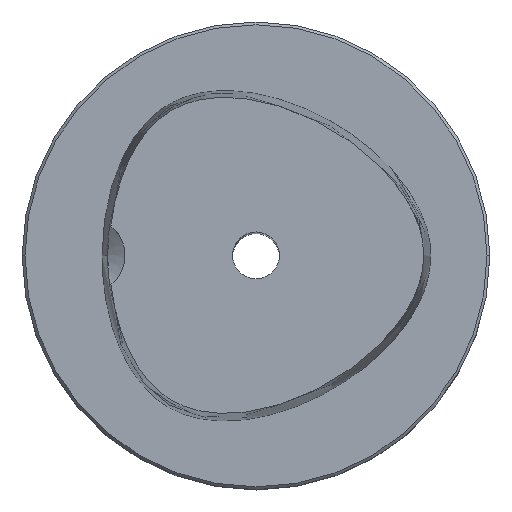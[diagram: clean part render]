
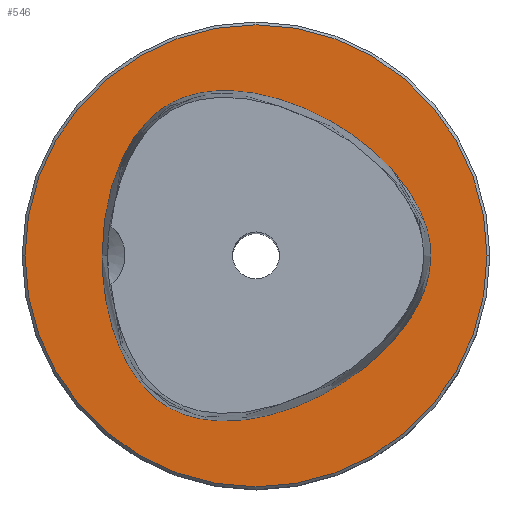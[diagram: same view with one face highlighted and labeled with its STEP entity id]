
A CAD part, top view. The second image highlights one B-rep face of the part: STEP entity #546.
In plain terms, the highlighted planar face has unit normal (0, 0, 1).
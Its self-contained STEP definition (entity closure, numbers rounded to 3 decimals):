
#55=CARTESIAN_POINT('',(18.696,0.,0.));
#56=CARTESIAN_POINT('',(18.696,-2.729,0.));
#57=CARTESIAN_POINT('',(16.37,-8.174,0.001));
#58=CARTESIAN_POINT('',(8.526,-14.767,0.001));
#59=CARTESIAN_POINT('',(-1.104,-18.265,0.001));
#60=CARTESIAN_POINT('',(-9.929,-17.198,0.001));
#61=CARTESIAN_POINT('',(-15.266,-10.088,0.001));
#62=CARTESIAN_POINT('',(-16.456,-3.363,0.));
#63=CARTESIAN_POINT('',(-16.456,0.,0.));
#100=CARTESIAN_POINT('',(0.,0.,0.));
#101=DIRECTION('',(0.,0.,1.));
#102=DIRECTION('',(1.,0.,0.));
#103=AXIS2_PLACEMENT_3D('',#100,#101,#102);
#108=CARTESIAN_POINT('',(0.,0.,0.));
#109=DIRECTION('',(0.,0.,1.));
#110=DIRECTION('',(-1.,0.,0.));
#111=AXIS2_PLACEMENT_3D('',#108,#109,#110);
#116=CARTESIAN_POINT('',(-16.456,0.,0.));
#117=CARTESIAN_POINT('',(-16.456,3.363,0.));
#118=CARTESIAN_POINT('',(-15.266,10.088,0.001));
#119=CARTESIAN_POINT('',(-9.929,17.198,0.001));
#120=CARTESIAN_POINT('',(-1.104,18.265,0.001));
#121=CARTESIAN_POINT('',(8.526,14.767,0.001));
#122=CARTESIAN_POINT('',(16.37,8.174,0.001));
#123=CARTESIAN_POINT('',(18.696,2.729,0.));
#124=CARTESIAN_POINT('',(18.696,0.,0.));
#426=CARTESIAN_POINT('',(24.7,0.,0.));
#427=CARTESIAN_POINT('',(-24.7,0.,0.));
#428=VERTEX_POINT('',#426);
#429=VERTEX_POINT('',#427);
#434=VERTEX_POINT('',#55);
#435=VERTEX_POINT('',#63);
#530=CARTESIAN_POINT('',(0.,0.,0.));
#531=DIRECTION('',(0.,0.,-1.));
#532=DIRECTION('',(-1.,0.,0.));
#533=AXIS2_PLACEMENT_3D('',#530,#531,#532);
#534=PLANE('',#533);
#536=ORIENTED_EDGE('',*,*,#535,.F.);
#538=ORIENTED_EDGE('',*,*,#537,.F.);
#539=EDGE_LOOP('',(#536,#538));
#540=FACE_OUTER_BOUND('',#539,.F.);
#541=ORIENTED_EDGE('',*,*,#516,.F.);
#543=ORIENTED_EDGE('',*,*,#542,.F.);
#544=EDGE_LOOP('',(#541,#543));
#545=FACE_BOUND('',#544,.F.);
#64=B_SPLINE_CURVE_WITH_KNOTS('',3,(#55,#56,#57,#58,#59,#60,#61,#62,#63),
.UNSPECIFIED.,.F.,.F.,(4,1,1,1,1,1,4),(0.,0.167,0.333,
0.5,0.667,0.833,1.),.UNSPECIFIED.);
#104=CIRCLE('',#103,24.7);
#112=CIRCLE('',#111,24.7);
#125=B_SPLINE_CURVE_WITH_KNOTS('',3,(#116,#117,#118,#119,#120,#121,#122,#123,
#124),.UNSPECIFIED.,.F.,.F.,(4,1,1,1,1,1,4),(0.,0.167,
0.333,0.5,0.667,0.833,1.),
.UNSPECIFIED.);
#516=EDGE_CURVE('',#434,#435,#64,.T.);
#535=EDGE_CURVE('',#428,#429,#104,.T.);
#537=EDGE_CURVE('',#429,#428,#112,.T.);
#542=EDGE_CURVE('',#435,#434,#125,.T.);
#546=ADVANCED_FACE('',(#540,#545),#534,.F.);
